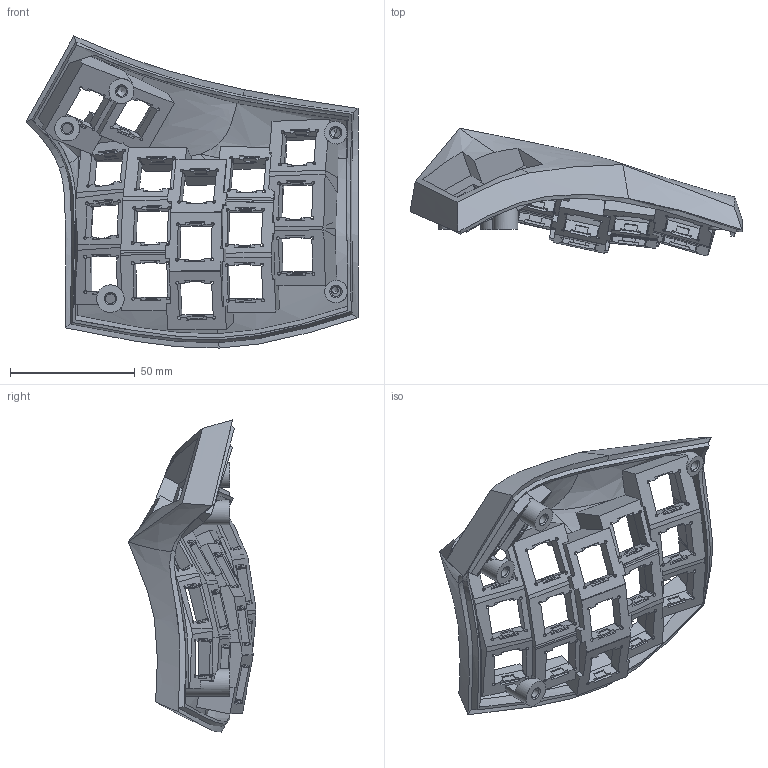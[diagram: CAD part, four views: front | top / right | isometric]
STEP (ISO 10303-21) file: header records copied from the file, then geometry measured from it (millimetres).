
FILE_DESCRIPTION(/* description */ (''),/* implementation_level */ '2;1');
FILE_NAME(/* name */ 'cygnus_top_unicol_2thumbkeys.step',/* time_stamp */ '2024-04-13T18:54:34+03:00',/* author */ (''),/* organization */ (''),/* preprocessor_version */ 'ST-DEVELOPER v20',/* originating_system */ 'Autodesk Translation Framework v12.20.1.177',/* authorisation */ '');
FILE_SCHEMA (('AUTOMOTIVE_DESIGN { 1 0 10303 214 3 1 1 }'));
Length unit declared in the file: millimetre
Products named in the file (1): cygnus_top_plus2_unicol
Bounding box: 132.94 x 51.1 x 124.97 mm (x, y, z)
Volume: 59714.3 mm3; surface area: 50651.7 mm2
Topology: 1 solids, 2 shells, 794 faces, 2320 edges, 1526 vertices
Faces by surface type: plane 643, cylinder 82, bspline 61, cone 8
Full cylindrical faces by diameter (mm): 4 x5, 10 x2, 11 x1
Entity records: 36595 total; most frequent: CARTESIAN_POINT 16010, ORIENTED_EDGE 4636, DIRECTION 3728, EDGE_CURVE 2318, LINE 1826, VECTOR 1826, VERTEX_POINT 1526, AXIS2_PLACEMENT_3D 951
